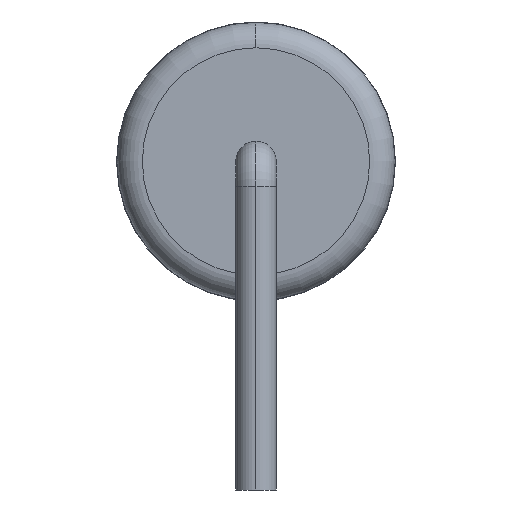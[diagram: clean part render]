
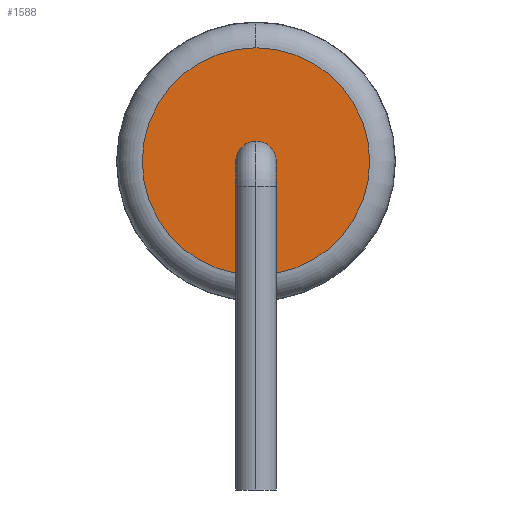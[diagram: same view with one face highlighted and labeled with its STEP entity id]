
A CAD part, left-side view. The second image highlights one B-rep face of the part: STEP entity #1588.
In plain terms, the highlighted planar face has unit normal (-1, 0, 0).
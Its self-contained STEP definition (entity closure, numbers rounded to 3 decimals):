
#195 = CARTESIAN_POINT ( 'NONE',  ( -6., 0., 4.1 ) ) ;
#200 = CARTESIAN_POINT ( 'NONE',  ( -6., 0., 4.9 ) ) ;
#781 = AXIS2_PLACEMENT_3D ( 'NONE', #805, #804, #803 ) ;
#803 = DIRECTION ( 'NONE',  ( 0., 0., -1. ) ) ;
#804 = DIRECTION ( 'NONE',  ( 1., 0., 0. ) ) ;
#805 = CARTESIAN_POINT ( 'NONE',  ( -6., 0., 4.5 ) ) ;
#815 = CIRCLE ( 'NONE', #781, 0.4 ) ;
#940 = PLANE ( 'NONE',  #974 ) ;
#945 = FACE_BOUND ( 'NONE', #1518, .T. ) ;
#955 = CIRCLE ( 'NONE', #968, 2.25 ) ;
#968 = AXIS2_PLACEMENT_3D ( 'NONE', #1012, #1005, #1004 ) ;
#974 = AXIS2_PLACEMENT_3D ( 'NONE', #1011, #1010, #1009 ) ;
#980 = FACE_OUTER_BOUND ( 'NONE', #1593, .T. ) ;
#1004 = DIRECTION ( 'NONE',  ( 0., 0., -1. ) ) ;
#1005 = DIRECTION ( 'NONE',  ( -1., 0., 0. ) ) ;
#1009 = DIRECTION ( 'NONE',  ( 0., 0., -1. ) ) ;
#1010 = DIRECTION ( 'NONE',  ( 1., 0., 0. ) ) ;
#1011 = CARTESIAN_POINT ( 'NONE',  ( -6., 0., 4.5 ) ) ;
#1012 = CARTESIAN_POINT ( 'NONE',  ( -6., 0., 4.5 ) ) ;
#1218 = EDGE_CURVE ( 'NONE', #1252, #1268, #1744, .T. ) ;
#1252 = VERTEX_POINT ( 'NONE', #1820 ) ;
#1259 = EDGE_CURVE ( 'NONE', #1362, #1357, #1808, .T. ) ;
#1268 = VERTEX_POINT ( 'NONE', #1878 ) ;
#1357 = VERTEX_POINT ( 'NONE', #200 ) ;
#1362 = VERTEX_POINT ( 'NONE', #195 ) ;
#1518 = EDGE_LOOP ( 'NONE', ( #1590, #1587 ) ) ;
#1527 = EDGE_CURVE ( 'NONE', #1357, #1362, #815, .T. ) ;
#1571 = ORIENTED_EDGE ( 'NONE', *, *, #1218, .T. ) ;
#1587 = ORIENTED_EDGE ( 'NONE', *, *, #1527, .T. ) ;
#1588 = ADVANCED_FACE ( 'NONE', ( #945, #980 ), #940, .F. ) ;
#1589 = EDGE_CURVE ( 'NONE', #1268, #1252, #955, .T. ) ;
#1590 = ORIENTED_EDGE ( 'NONE', *, *, #1259, .T. ) ;
#1592 = ORIENTED_EDGE ( 'NONE', *, *, #1589, .T. ) ;
#1593 = EDGE_LOOP ( 'NONE', ( #1592, #1571 ) ) ;
#1723 = CARTESIAN_POINT ( 'NONE',  ( -6., 0., 4.5 ) ) ;
#1744 = CIRCLE ( 'NONE', #1767, 2.25 ) ;
#1763 = DIRECTION ( 'NONE',  ( 0., 0., -1. ) ) ;
#1764 = DIRECTION ( 'NONE',  ( -1., 0., 0. ) ) ;
#1767 = AXIS2_PLACEMENT_3D ( 'NONE', #1723, #1764, #1763 ) ;
#1808 = CIRCLE ( 'NONE', #1813, 0.4 ) ;
#1813 = AXIS2_PLACEMENT_3D ( 'NONE', #1854, #1853, #1852 ) ;
#1820 = CARTESIAN_POINT ( 'NONE',  ( -6., 0., 6.75 ) ) ;
#1852 = DIRECTION ( 'NONE',  ( 0., 0., -1. ) ) ;
#1853 = DIRECTION ( 'NONE',  ( 1., 0., 0. ) ) ;
#1854 = CARTESIAN_POINT ( 'NONE',  ( -6., 0., 4.5 ) ) ;
#1878 = CARTESIAN_POINT ( 'NONE',  ( -6., 0., 2.25 ) ) ;
